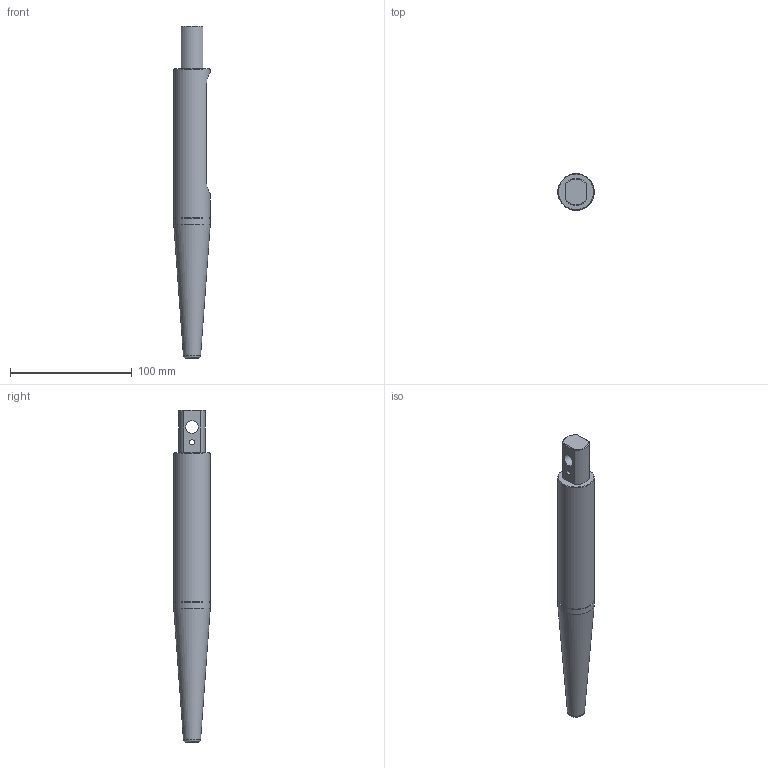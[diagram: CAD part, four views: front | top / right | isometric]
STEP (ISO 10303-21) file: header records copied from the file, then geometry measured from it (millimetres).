
FILE_DESCRIPTION(/* description */ (''),/* implementation_level */ '2;1');
FILE_NAME(/* name */ 'TrustLink Stress Termination Type I-S.stp',/* time_stamp */ '2015-12-08T15:19:10+01:00',/* author */ ('sh'),/* organization */ (''),/* preprocessor_version */ 'ST-DEVELOPER v15.2',/* originating_system */ 'Autodesk Inventor 2014',/* authorisation */ '');
FILE_SCHEMA (('AUTOMOTIVE_DESIGN { 1 0 10303 214 3 1 1 }'));
Length unit declared in the file: millimetre
Products named in the file (1): TrustLink Stress Termination Type I-S
Bounding box: 30 x 30 x 273 mm (x, y, z)
Volume: 101543.2 mm3; surface area: 26600.8 mm2
Topology: 1 solids, 1 shells, 27 faces, 63 edges, 36 vertices
Faces by surface type: cylinder 11, plane 8, torus 6, sphere 2
Full cylindrical faces by diameter (mm): 4.134 x1, 10.3 x1, 30 x2
Entity records: 805 total; most frequent: CARTESIAN_POINT 198, DIRECTION 118, ORIENTED_EDGE 96, AXIS2_PLACEMENT_3D 50, EDGE_CURVE 48, EDGE_LOOP 42, VERTEX_POINT 34, ADVANCED_FACE 27
